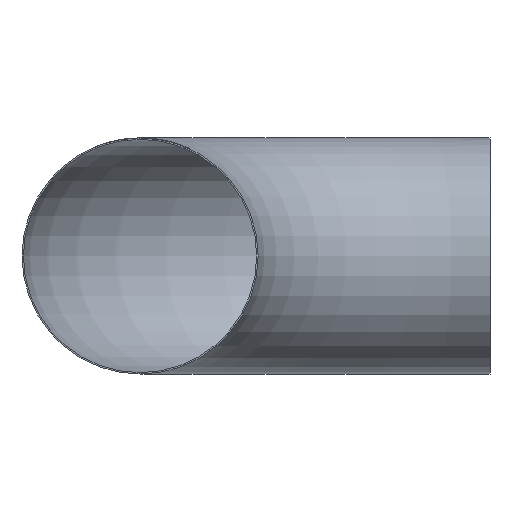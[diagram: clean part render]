
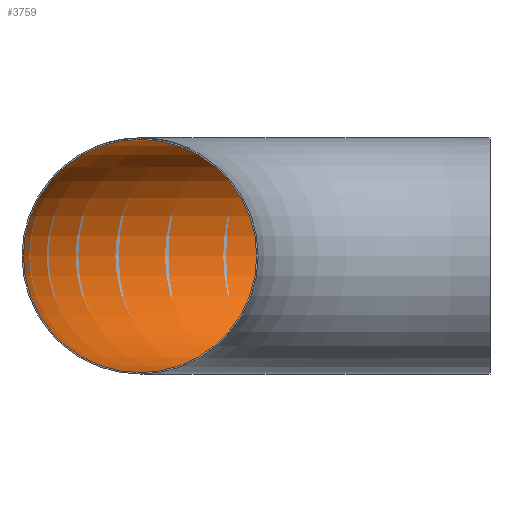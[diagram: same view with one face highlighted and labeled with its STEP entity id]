
A CAD part, front view. The second image highlights one B-rep face of the part: STEP entity #3759.
In plain terms, the highlighted toroidal (fillet/blend) face has major radius 750 mm and minor radius 250 mm.
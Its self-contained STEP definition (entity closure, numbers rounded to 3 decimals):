
#3340 = AXIS2_PLACEMENT_3D ( 'NONE', #6879, #20154, #20597 ) ;
#3759 = ADVANCED_FACE ( 'NONE', ( #26536, #5403 ), #13601, .F. ) ;
#4765 = EDGE_CURVE ( 'NONE', #40032, #40032, #25569, .T. ) ;
#5403 = FACE_OUTER_BOUND ( 'NONE', #7268, .T. ) ;
#6879 = CARTESIAN_POINT ( 'NONE',  ( 0., 750., 0. ) ) ;
#7268 = EDGE_LOOP ( 'NONE', ( #43793 ) ) ;
#7360 = CIRCLE ( 'NONE', #25293, 250. ) ;
#8789 = EDGE_LOOP ( 'NONE', ( #16817 ) ) ;
#9438 = DIRECTION ( 'NONE',  ( 0., 0., -1. ) ) ;
#11993 = EDGE_CURVE ( 'NONE', #40711, #40711, #7360, .T. ) ;
#12823 = DIRECTION ( 'NONE',  ( -1., 0., 0. ) ) ;
#12846 = CARTESIAN_POINT ( 'NONE',  ( 0., 1000., 0. ) ) ;
#13601 = TOROIDAL_SURFACE ( 'NONE', #44465, 750., 250. ) ;
#16004 = CARTESIAN_POINT ( 'NONE',  ( -750., 0., 250. ) ) ;
#16817 = ORIENTED_EDGE ( 'NONE', *, *, #4765, .T. ) ;
#20154 = DIRECTION ( 'NONE',  ( 1., 0., 0. ) ) ;
#20597 = DIRECTION ( 'NONE',  ( 0., 1., 0. ) ) ;
#25293 = AXIS2_PLACEMENT_3D ( 'NONE', #42457, #36120, #32324 ) ;
#25569 = CIRCLE ( 'NONE', #3340, 250. ) ;
#26536 = FACE_OUTER_BOUND ( 'NONE', #8789, .T. ) ;
#32324 = DIRECTION ( 'NONE',  ( 0., 0., 1. ) ) ;
#36120 = DIRECTION ( 'NONE',  ( 0., 1., 0. ) ) ;
#36178 = CARTESIAN_POINT ( 'NONE',  ( 0., 0., 0. ) ) ;
#40032 = VERTEX_POINT ( 'NONE', #12846 ) ;
#40711 = VERTEX_POINT ( 'NONE', #16004 ) ;
#42457 = CARTESIAN_POINT ( 'NONE',  ( -750., 0., 0. ) ) ;
#43793 = ORIENTED_EDGE ( 'NONE', *, *, #11993, .F. ) ;
#44465 = AXIS2_PLACEMENT_3D ( 'NONE', #36178, #9438, #12823 ) ;
